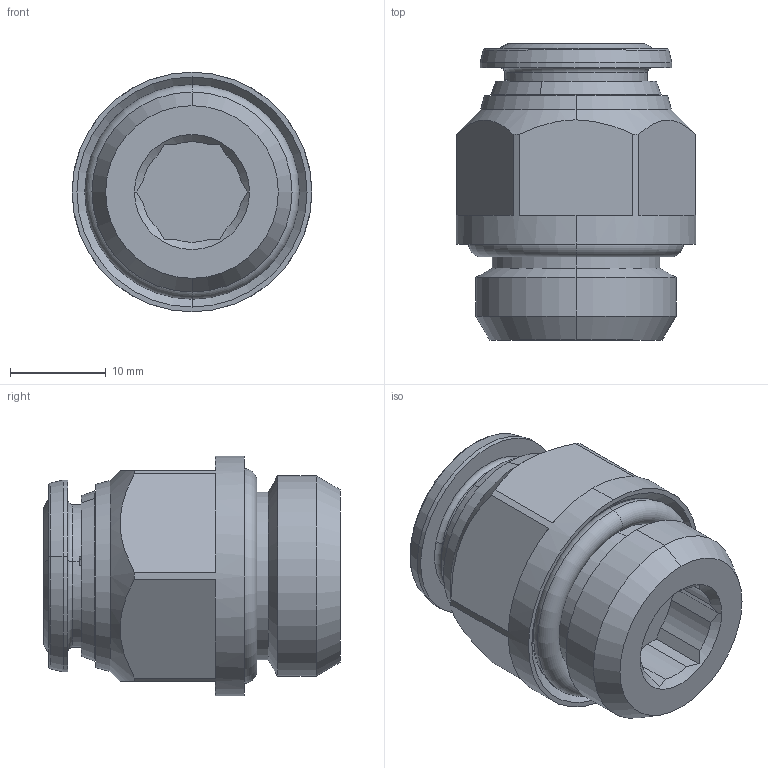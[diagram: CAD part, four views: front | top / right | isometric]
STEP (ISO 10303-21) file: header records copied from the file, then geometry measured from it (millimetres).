
FILE_DESCRIPTION (( 'STEP AP214' ), '1' );
FILE_NAME ('6002000010.step', '2012-10-16T16:31:16', ( '' ), ( '' ), 'SwSTEP 2.0', 'SolidWorks 2012', '' );
FILE_SCHEMA (( 'AUTOMOTIVE_DESIGN' ));
Length unit declared in the file: millimetre
Products named in the file (1): 6002000010
Bounding box: 25 x 30.9 x 25 mm (x, y, z)
Volume: 9612.5 mm3; surface area: 4415.4 mm2
Topology: 2 solids, 2 shells, 98 faces, 238 edges, 148 vertices
Faces by surface type: plane 40, cone 24, cylinder 20, torus 14
Entity records: 4099 total; most frequent: CARTESIAN_POINT 609, DIRECTION 532, ORIENTED_EDGE 476, EDGE_CURVE 238, AXIS2_PLACEMENT_3D 215, VERTEX_POINT 148, CIRCLE 116, EDGE_LOOP 108
